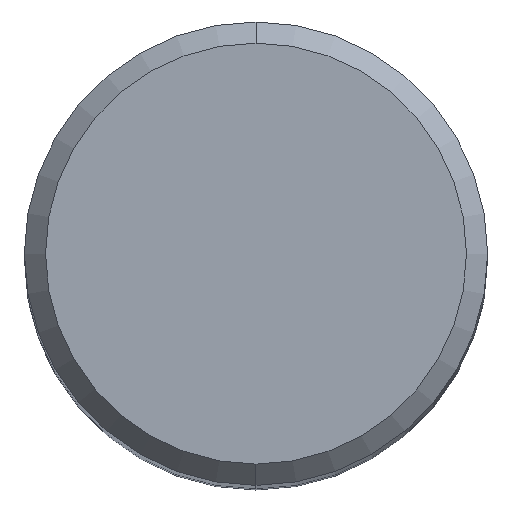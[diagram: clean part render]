
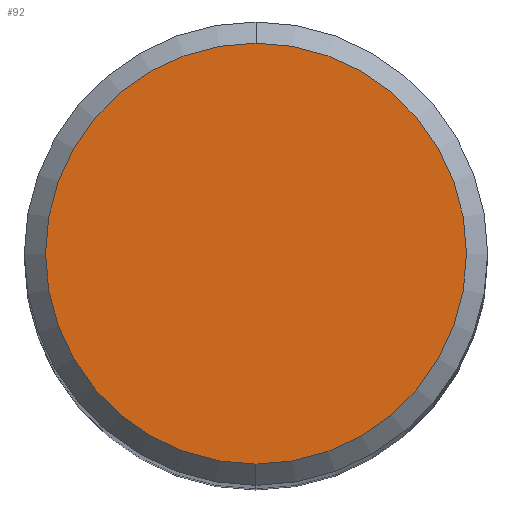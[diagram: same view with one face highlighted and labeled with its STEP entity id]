
A CAD part, top view. The second image highlights one B-rep face of the part: STEP entity #92.
In plain terms, the highlighted planar face has unit normal (0, 0, 1).
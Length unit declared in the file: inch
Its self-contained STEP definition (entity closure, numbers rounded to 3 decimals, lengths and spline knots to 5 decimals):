
#2 = AXIS2_PLACEMENT_3D ( 'NONE', #355, #258, #34 ) ;
#26 = EDGE_CURVE ( 'NONE', #163, #367, #152, .T. ) ;
#34 = DIRECTION ( 'NONE',  ( 0., -1., 0. ) ) ;
#88 = AXIS2_PLACEMENT_3D ( 'NONE', #283, #344, #244 ) ;
#92 = ADVANCED_FACE ( 'NONE', ( #189 ), #399, .F. ) ;
#138 = EDGE_LOOP ( 'NONE', ( #335, #166 ) ) ;
#152 = CIRCLE ( 'NONE', #394, 0.19875 ) ;
#163 = VERTEX_POINT ( 'NONE', #377 ) ;
#166 = ORIENTED_EDGE ( 'NONE', *, *, #203, .T. ) ;
#189 = FACE_OUTER_BOUND ( 'NONE', #138, .T. ) ;
#203 = EDGE_CURVE ( 'NONE', #367, #163, #275, .T. ) ;
#227 = DIRECTION ( 'NONE',  ( 0., -1., 0. ) ) ;
#244 = DIRECTION ( 'NONE',  ( 0., 1., 0. ) ) ;
#256 = DIRECTION ( 'NONE',  ( 0., 0., 1. ) ) ;
#258 = DIRECTION ( 'NONE',  ( 0., 0., 1. ) ) ;
#275 = CIRCLE ( 'NONE', #2, 0.19875 ) ;
#283 = CARTESIAN_POINT ( 'NONE',  ( 0., 0.19875, 0. ) ) ;
#318 = CARTESIAN_POINT ( 'NONE',  ( 0., 0., 0. ) ) ;
#335 = ORIENTED_EDGE ( 'NONE', *, *, #26, .T. ) ;
#344 = DIRECTION ( 'NONE',  ( 0., 0., -1. ) ) ;
#355 = CARTESIAN_POINT ( 'NONE',  ( 0., 0., 0. ) ) ;
#367 = VERTEX_POINT ( 'NONE', #371 ) ;
#371 = CARTESIAN_POINT ( 'NONE',  ( 0., -0.19875, 0. ) ) ;
#377 = CARTESIAN_POINT ( 'NONE',  ( 0., 0.19875, 0. ) ) ;
#394 = AXIS2_PLACEMENT_3D ( 'NONE', #318, #256, #227 ) ;
#399 = PLANE ( 'NONE',  #88 ) ;
